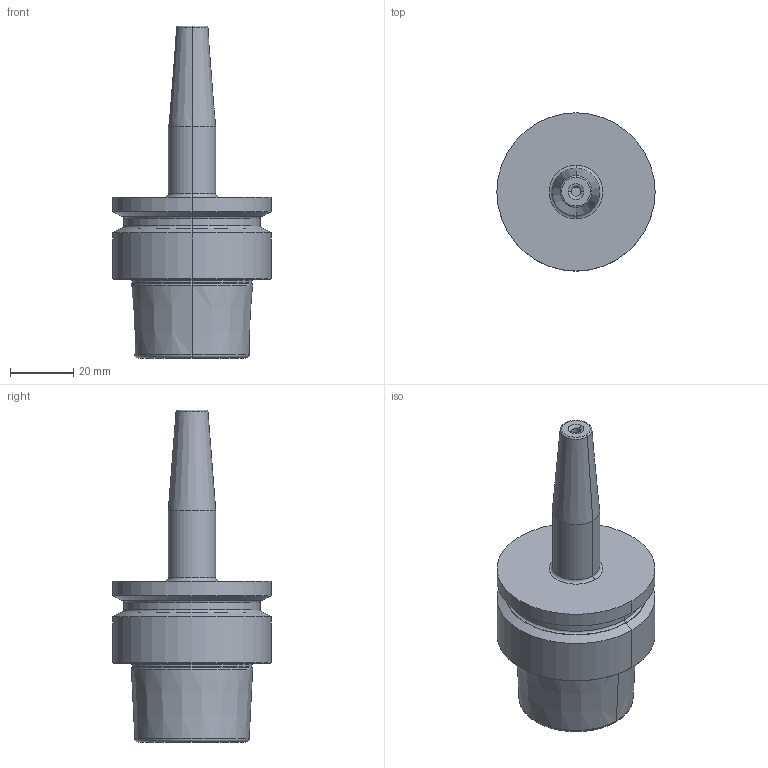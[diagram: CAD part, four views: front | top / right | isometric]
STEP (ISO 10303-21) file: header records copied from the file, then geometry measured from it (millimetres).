
FILE_DESCRIPTION((''),'2;1');
FILE_NAME('30338471','2013-05-24T',('reuterm'),(''),'PRO/ENGINEER BY PARAMETRIC TECHNOLOGY CORPORATION, 2011220','PRO/ENGINEER BY PARAMETRIC TECHNOLOGY CORPORATION, 2011220','');
FILE_SCHEMA(('AUTOMOTIVE_DESIGN_CC2 { 1 2 10303 214 -1 1 5 2 }'));
Length unit declared in the file: millimetre
Products named in the file (1): 30338471
Bounding box: 50 x 50 x 104.9 mm (x, y, z)
Volume: 83258 mm3; surface area: 13671.6 mm2
Topology: 1 solids, 1 shells, 49 faces, 840 edges, 1261 vertices
Faces by surface type: torus 16, cone 14, cylinder 12, plane 7
Entity records: 8838 total; most frequent: CARTESIAN_POINT 2591, PRESENTATION_STYLE_ASSIGNMENT 925, STYLED_ITEM 925, CURVE_STYLE 884, DIRECTION 684, B_SPLINE_CURVE_WITH_KNOTS 401, TRIMMED_CURVE 343, VECTOR 304
